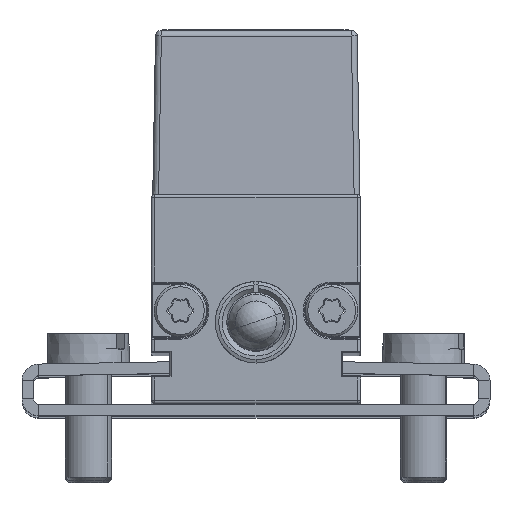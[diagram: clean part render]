
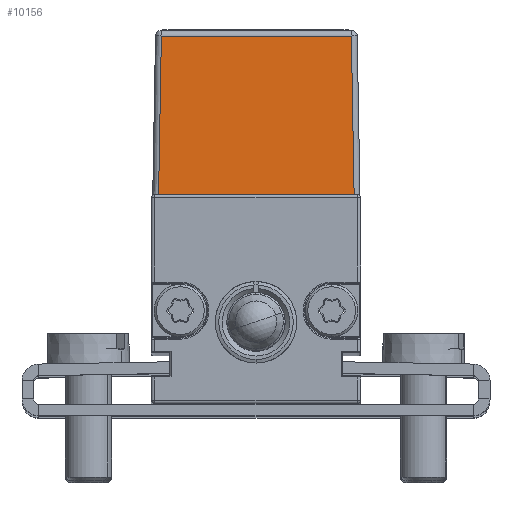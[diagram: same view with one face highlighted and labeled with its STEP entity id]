
A CAD part, top view. The second image highlights one B-rep face of the part: STEP entity #10156.
In plain terms, the highlighted planar face has unit normal (0, 0.018, 1).
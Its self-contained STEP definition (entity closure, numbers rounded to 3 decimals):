
#4096 = FACE_OUTER_BOUND ( 'NONE', #7523, .T. ) ;
#4097 = PLANE ( 'NONE',  #4561 ) ;
#4107 = CARTESIAN_POINT ( 'NONE',  ( -8.868, 18., 161.009 ) ) ;
#4108 = DIRECTION ( 'NONE',  ( 0., 0.017, 1. ) ) ;
#4109 = DIRECTION ( 'NONE',  ( 0., -1., 0.017 ) ) ;
#4561 = AXIS2_PLACEMENT_3D ( 'NONE', #4107, #4108, #4109 ) ;
#7453 = ORIENTED_EDGE ( 'NONE', *, *, #9692, .T. ) ;
#7465 = ORIENTED_EDGE ( 'NONE', *, *, #9700, .T. ) ;
#7481 = ORIENTED_EDGE ( 'NONE', *, *, #9688, .T. ) ;
#7484 = ORIENTED_EDGE ( 'NONE', *, *, #9689, .T. ) ;
#7523 = EDGE_LOOP ( 'NONE', ( #7453, #7465, #7481, #7484 ) ) ;
#9323 = VECTOR ( 'NONE', #17195, 1000. ) ;
#9337 = VECTOR ( 'NONE', #17184, 1000. ) ;
#9369 = VECTOR ( 'NONE', #17219, 1000. ) ;
#9433 = VECTOR ( 'NONE', #17186, 1000. ) ;
#9688 = EDGE_CURVE ( 'NONE', #12001, #12169, #17179, .T. ) ;
#9689 = EDGE_CURVE ( 'NONE', #12169, #11949, #17177, .T. ) ;
#9692 = EDGE_CURVE ( 'NONE', #11949, #11987, #17187, .T. ) ;
#9700 = EDGE_CURVE ( 'NONE', #11987, #12001, #17215, .T. ) ;
#10156 = ADVANCED_FACE ( 'NONE', ( #4096 ), #4097, .T. ) ;
#11949 = VERTEX_POINT ( 'NONE', #21585 ) ;
#11987 = VERTEX_POINT ( 'NONE', #21623 ) ;
#12001 = VERTEX_POINT ( 'NONE', #21637 ) ;
#12169 = VERTEX_POINT ( 'NONE', #21810 ) ;
#17174 = CARTESIAN_POINT ( 'NONE',  ( -8.366, 17.991, 161.009 ) ) ;
#17177 = LINE ( 'NONE', #17185, #9433 ) ;
#17179 = LINE ( 'NONE', #17174, #9337 ) ;
#17184 = DIRECTION ( 'NONE',  ( -0.017, -1., 0.017 ) ) ;
#17185 = CARTESIAN_POINT ( 'NONE',  ( -8.868, 18., 161.009 ) ) ;
#17186 = DIRECTION ( 'NONE',  ( 1., 0., 0. ) ) ;
#17187 = LINE ( 'NONE', #17194, #9323 ) ;
#17194 = CARTESIAN_POINT ( 'NONE',  ( 8.421, 18.302, 161.003 ) ) ;
#17195 = DIRECTION ( 'NONE',  ( -0.017, 1., -0.017 ) ) ;
#17210 = CARTESIAN_POINT ( 'NONE',  ( -8.868, 31.583, 160.771 ) ) ;
#17215 = LINE ( 'NONE', #17210, #9369 ) ;
#17219 = DIRECTION ( 'NONE',  ( -1., 0., 0. ) ) ;
#21585 = CARTESIAN_POINT ( 'NONE',  ( 8.426, 18., 161.009 ) ) ;
#21623 = CARTESIAN_POINT ( 'NONE',  ( 8.189, 31.583, 160.771 ) ) ;
#21637 = CARTESIAN_POINT ( 'NONE',  ( -8.129, 31.583, 160.771 ) ) ;
#21810 = CARTESIAN_POINT ( 'NONE',  ( -8.366, 18., 161.009 ) ) ;
